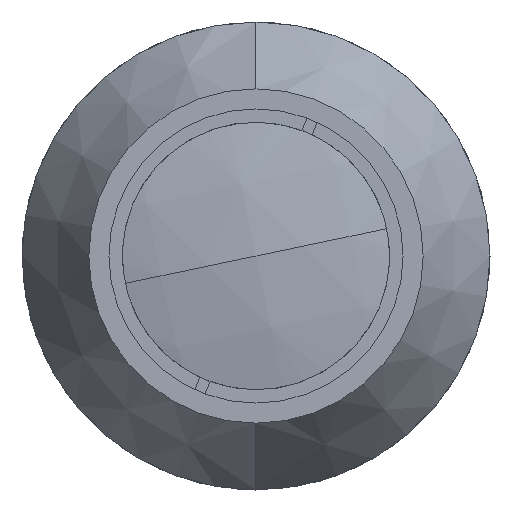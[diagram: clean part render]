
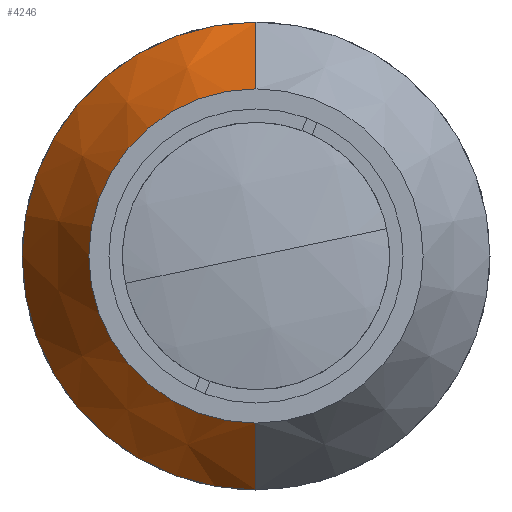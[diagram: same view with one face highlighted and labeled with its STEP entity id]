
A CAD part, left-side view. The second image highlights one B-rep face of the part: STEP entity #4246.
In plain terms, the highlighted conical face has half-angle 30 degrees and reference radius 21 mm.
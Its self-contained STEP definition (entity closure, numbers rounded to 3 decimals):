
#1 = EDGE_LOOP ( 'NONE', ( #2001, #3565, #2168, #3805 ) ) ;
#16 = DIRECTION ( 'NONE',  ( 0., 0., 1. ) ) ;
#357 = CIRCLE ( 'NONE', #2090, 21. ) ;
#381 = EDGE_CURVE ( 'NONE', #3809, #932, #1142, .T. ) ;
#633 = EDGE_CURVE ( 'NONE', #3809, #2609, #1548, .T. ) ;
#763 = DIRECTION ( 'NONE',  ( -1., 0., 0. ) ) ;
#871 = CARTESIAN_POINT ( 'NONE',  ( 25.392, 0., -21. ) ) ;
#932 = VERTEX_POINT ( 'NONE', #2615 ) ;
#1071 = VERTEX_POINT ( 'NONE', #3752 ) ;
#1142 = LINE ( 'NONE', #2587, #4589 ) ;
#1208 = CARTESIAN_POINT ( 'NONE',  ( 15., 0., 15. ) ) ;
#1422 = CARTESIAN_POINT ( 'NONE',  ( 15., 0., 0. ) ) ;
#1548 = CIRCLE ( 'NONE', #4205, 15. ) ;
#1618 = DIRECTION ( 'NONE',  ( 0., 0., -1. ) ) ;
#2001 = ORIENTED_EDGE ( 'NONE', *, *, #633, .F. ) ;
#2056 = CARTESIAN_POINT ( 'NONE',  ( 15., 0., -15. ) ) ;
#2090 = AXIS2_PLACEMENT_3D ( 'NONE', #2565, #763, #3336 ) ;
#2168 = ORIENTED_EDGE ( 'NONE', *, *, #3404, .T. ) ;
#2552 = VECTOR ( 'NONE', #4094, 1000. ) ;
#2565 = CARTESIAN_POINT ( 'NONE',  ( 25.392, 0., 0. ) ) ;
#2587 = CARTESIAN_POINT ( 'NONE',  ( 25.392, 0., 21. ) ) ;
#2609 = VERTEX_POINT ( 'NONE', #2056 ) ;
#2615 = CARTESIAN_POINT ( 'NONE',  ( 25.392, 0., 21. ) ) ;
#2998 = CARTESIAN_POINT ( 'NONE',  ( 25.392, 0., 0. ) ) ;
#3336 = DIRECTION ( 'NONE',  ( 0., 0., 1. ) ) ;
#3404 = EDGE_CURVE ( 'NONE', #932, #1071, #357, .T. ) ;
#3462 = CONICAL_SURFACE ( 'NONE', #4068, 21., 0.524 ) ;
#3506 = DIRECTION ( 'NONE',  ( -1., 0., 0. ) ) ;
#3565 = ORIENTED_EDGE ( 'NONE', *, *, #381, .T. ) ;
#3752 = CARTESIAN_POINT ( 'NONE',  ( 25.392, 0., -21. ) ) ;
#3790 = DIRECTION ( 'NONE',  ( 1., 0., 0. ) ) ;
#3805 = ORIENTED_EDGE ( 'NONE', *, *, #3835, .F. ) ;
#3809 = VERTEX_POINT ( 'NONE', #1208 ) ;
#3835 = EDGE_CURVE ( 'NONE', #2609, #1071, #4168, .T. ) ;
#4030 = DIRECTION ( 'NONE',  ( 0.866, 0., 0.5 ) ) ;
#4068 = AXIS2_PLACEMENT_3D ( 'NONE', #2998, #3790, #1618 ) ;
#4094 = DIRECTION ( 'NONE',  ( 0.866, 0., -0.5 ) ) ;
#4168 = LINE ( 'NONE', #871, #2552 ) ;
#4205 = AXIS2_PLACEMENT_3D ( 'NONE', #1422, #3506, #16 ) ;
#4246 = ADVANCED_FACE ( 'NONE', ( #4441 ), #3462, .T. ) ;
#4441 = FACE_OUTER_BOUND ( 'NONE', #1, .T. ) ;
#4589 = VECTOR ( 'NONE', #4030, 1000. ) ;
